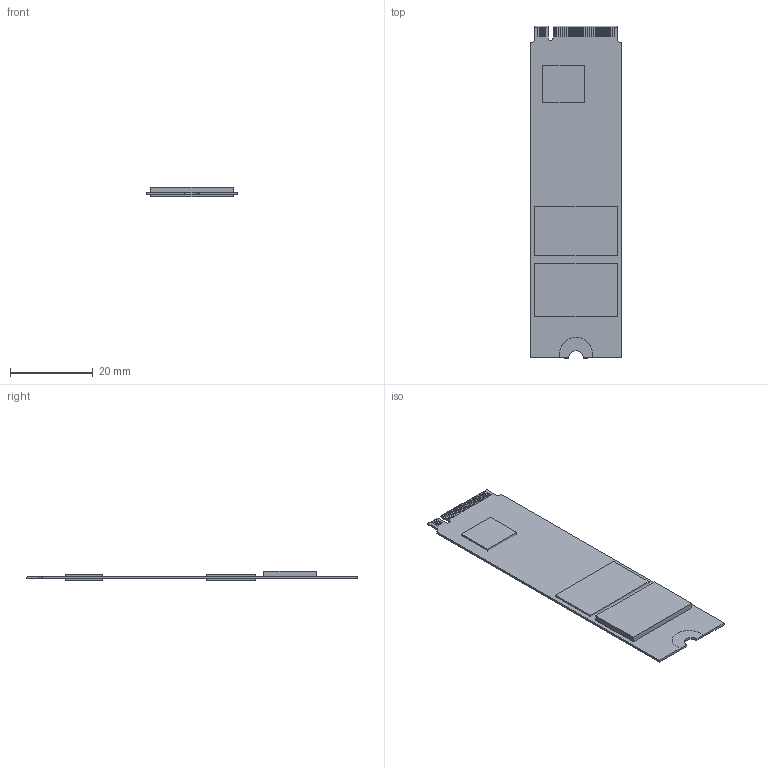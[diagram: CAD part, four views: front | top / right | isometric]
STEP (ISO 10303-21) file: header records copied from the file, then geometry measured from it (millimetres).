
FILE_DESCRIPTION(('HOOPS Exchange Step'),'2;1');
FILE_NAME('temp_export','2024-07-26T00:29:32-04:00',('byran'),('Shapr3D Limited'),'HOOPS Exchange 2024.2','Shapr3D','Authorized');
FILE_SCHEMA( ('AUTOMOTIVE_DESIGN { 1 0 10303 214 1 1 1 1 }') );
Length unit declared in the file: millimetre
Products named in the file (2): SSD.SLDPRT; root
Assembly tree (1 placements, depth 2):
  root
    SSD.SLDPRT
Bounding box: 22 x 80 x 2.33 mm (x, y, z)
Volume: 1697.6 mm3; surface area: 4489.8 mm2
Topology: 3 solids, 3 shells, 382 faces, 991 edges, 616 vertices
Faces by surface type: plane 374, cylinder 8
Entity records: 11376 total; most frequent: CARTESIAN_POINT 1991, ORIENTED_EDGE 1982, DIRECTION 1775, EDGE_CURVE 991, VECTOR 975, LINE 975, VERTEX_POINT 616, AXIS2_PLACEMENT_3D 400
